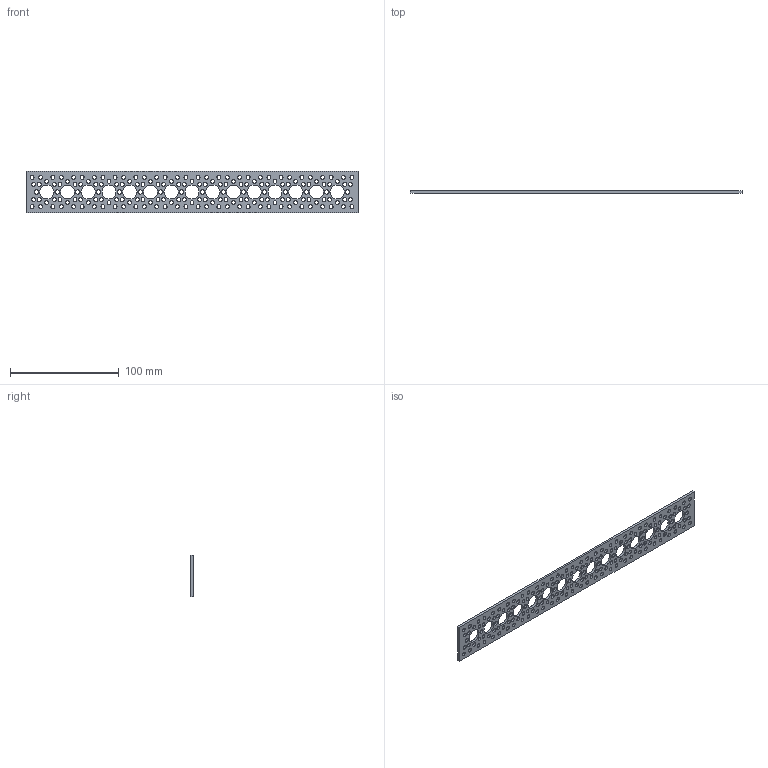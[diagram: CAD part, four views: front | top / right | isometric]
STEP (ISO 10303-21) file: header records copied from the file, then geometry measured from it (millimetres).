
FILE_DESCRIPTION (( 'STEP AP203' ), '1' );
FILE_NAME ('585728.STEP', '2016-10-24T16:40:55', ( '' ), ( '' ), 'SwSTEP 2.0', 'SolidWorks 2014', '' );
FILE_SCHEMA (( 'CONFIG_CONTROL_DESIGN' ));
Length unit declared in the file: inch
Products named in the file (1): 585728
Bounding box: 304.8 x 2.29 x 38.1 mm (x, y, z)
Volume: 18124.3 mm3; surface area: 23297.4 mm2
Topology: 1 solids, 1 shells, 384 faces, 1146 edges, 764 vertices
Faces by surface type: cylinder 378, plane 6
Entity records: 14221 total; most frequent: DIRECTION 2672, CARTESIAN_POINT 2295, ORIENTED_EDGE 2292, EDGE_CURVE 1146, AXIS2_PLACEMENT_3D 1141, VERTEX_POINT 764, EDGE_LOOP 762, CIRCLE 756
